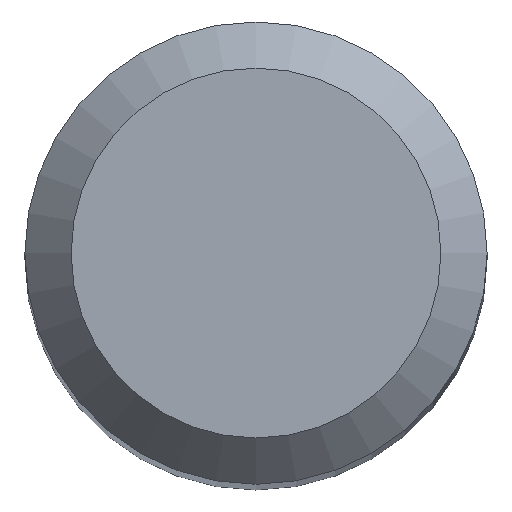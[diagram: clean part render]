
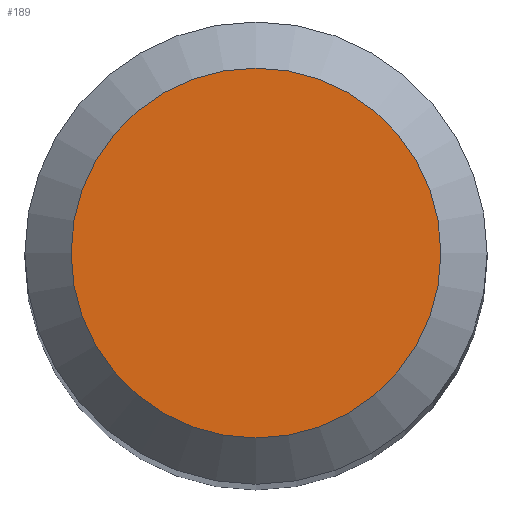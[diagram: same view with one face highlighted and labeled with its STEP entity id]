
A CAD part, top view. The second image highlights one B-rep face of the part: STEP entity #189.
In plain terms, the highlighted planar face has unit normal (0, 0, 1).
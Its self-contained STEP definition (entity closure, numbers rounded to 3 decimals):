
#27 = DIRECTION ( 'NONE',  ( 0., 1., 0. ) ) ;
#86 = EDGE_CURVE ( 'NONE', #244, #244, #155, .T. ) ;
#100 = CARTESIAN_POINT ( 'NONE',  ( 0., 0., 38. ) ) ;
#106 = DIRECTION ( 'NONE',  ( 0., 0., -1. ) ) ;
#140 = CARTESIAN_POINT ( 'NONE',  ( 0., 1.6, 38. ) ) ;
#141 = AXIS2_PLACEMENT_3D ( 'NONE', #255, #142, #258 ) ;
#142 = DIRECTION ( 'NONE',  ( 0., 0., -1. ) ) ;
#155 = CIRCLE ( 'NONE', #141, 1.6 ) ;
#177 = AXIS2_PLACEMENT_3D ( 'NONE', #100, #106, #27 ) ;
#189 = ADVANCED_FACE ( 'NONE', ( #234 ), #266, .F. ) ;
#200 = EDGE_LOOP ( 'NONE', ( #275 ) ) ;
#234 = FACE_OUTER_BOUND ( 'NONE', #200, .T. ) ;
#244 = VERTEX_POINT ( 'NONE', #140 ) ;
#255 = CARTESIAN_POINT ( 'NONE',  ( 0., 0., 38. ) ) ;
#258 = DIRECTION ( 'NONE',  ( 0., 1., 0. ) ) ;
#266 = PLANE ( 'NONE',  #177 ) ;
#275 = ORIENTED_EDGE ( 'NONE', *, *, #86, .F. ) ;
